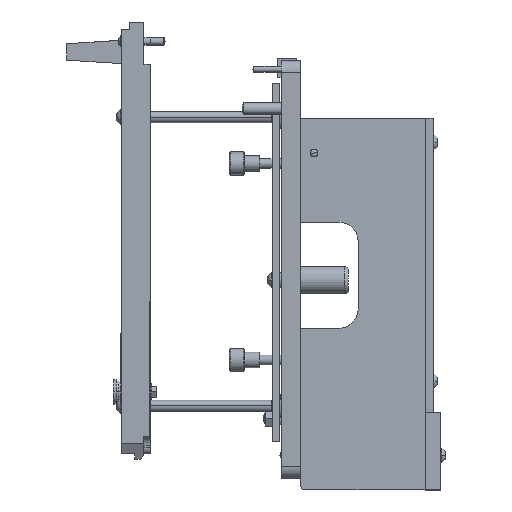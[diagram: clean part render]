
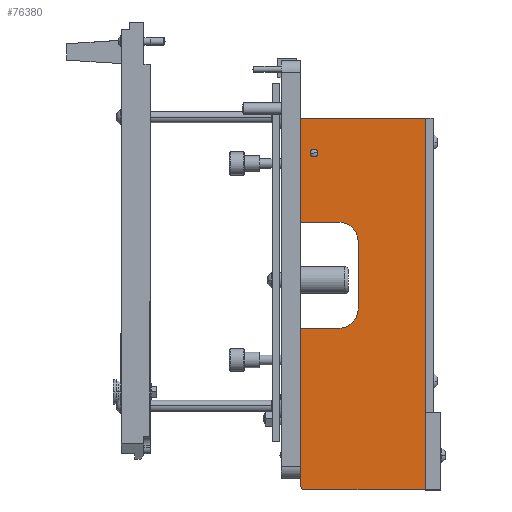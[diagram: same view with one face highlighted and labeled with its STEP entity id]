
A CAD part, left-side view. The second image highlights one B-rep face of the part: STEP entity #76380.
In plain terms, the highlighted face is planar.
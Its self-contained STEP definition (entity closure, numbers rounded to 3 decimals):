
#274 = DIRECTION ( 'NONE',  ( 0., 0., -1. ) ) ;
#616 = PLANE ( 'NONE',  #54730 ) ;
#704 = CARTESIAN_POINT ( 'NONE',  ( 5., 0., 96.5 ) ) ;
#1248 = CARTESIAN_POINT ( 'NONE',  ( 5., 57.9, -78.5 ) ) ;
#4368 = CARTESIAN_POINT ( 'NONE',  ( 5., 65., 12.5 ) ) ;
#4981 = DIRECTION ( 'NONE',  ( 0., 0., -1. ) ) ;
#6972 = CARTESIAN_POINT ( 'NONE',  ( 5., 65., 96.5 ) ) ;
#8814 = AXIS2_PLACEMENT_3D ( 'NONE', #36859, #77042, #70895 ) ;
#10012 = VERTEX_POINT ( 'NONE', #81463 ) ;
#10334 = EDGE_CURVE ( 'NONE', #81464, #22488, #26159, .T. ) ;
#10637 = VERTEX_POINT ( 'NONE', #78264 ) ;
#11119 = ORIENTED_EDGE ( 'NONE', *, *, #84865, .T. ) ;
#12140 = DIRECTION ( 'NONE',  ( 0., -0.5, 0.866 ) ) ;
#12519 = VECTOR ( 'NONE', #4981, 1000. ) ;
#12582 = VERTEX_POINT ( 'NONE', #15349 ) ;
#13286 = VECTOR ( 'NONE', #74775, 1000. ) ;
#13707 = VECTOR ( 'NONE', #69330, 1000. ) ;
#14081 = FACE_OUTER_BOUND ( 'NONE', #71819, .T. ) ;
#15349 = CARTESIAN_POINT ( 'NONE',  ( 5., 45., -42.5 ) ) ;
#15566 = CARTESIAN_POINT ( 'NONE',  ( 5., 35., 2.5 ) ) ;
#15821 = CIRCLE ( 'NONE', #81235, 10. ) ;
#16356 = CARTESIAN_POINT ( 'NONE',  ( 5., 45., 12.5 ) ) ;
#16868 = LINE ( 'NONE', #29387, #13707 ) ;
#19131 = CARTESIAN_POINT ( 'NONE',  ( 5., 57.9, -78.5 ) ) ;
#19312 = CARTESIAN_POINT ( 'NONE',  ( 5., 65., 94.5 ) ) ;
#21062 = DIRECTION ( 'NONE',  ( -1., 0., 0. ) ) ;
#21268 = CARTESIAN_POINT ( 'NONE',  ( 5., 65., 96.5 ) ) ;
#21280 = CARTESIAN_POINT ( 'NONE',  ( 5., 65., -96.5 ) ) ;
#21379 = CIRCLE ( 'NONE', #8814, 10. ) ;
#22488 = VERTEX_POINT ( 'NONE', #4368 ) ;
#22892 = VERTEX_POINT ( 'NONE', #16356 ) ;
#22936 = DIRECTION ( 'NONE',  ( 0., 0., -1. ) ) ;
#23433 = EDGE_CURVE ( 'NONE', #54821, #12582, #21379, .T. ) ;
#23891 = EDGE_CURVE ( 'NONE', #12582, #54745, #30763, .T. ) ;
#25644 = CARTESIAN_POINT ( 'NONE',  ( 5., 65., 94.5 ) ) ;
#26072 = DIRECTION ( 'NONE',  ( 0., -1., 0. ) ) ;
#26159 = LINE ( 'NONE', #39438, #12519 ) ;
#26524 = EDGE_CURVE ( 'NONE', #81464, #54225, #56251, .T. ) ;
#28278 = ORIENTED_EDGE ( 'NONE', *, *, #10334, .F. ) ;
#28311 = ORIENTED_EDGE ( 'NONE', *, *, #77937, .F. ) ;
#29387 = CARTESIAN_POINT ( 'NONE',  ( 5., 65., 96.5 ) ) ;
#29946 = EDGE_CURVE ( 'NONE', #22488, #22892, #38268, .T. ) ;
#30763 = LINE ( 'NONE', #54695, #53877 ) ;
#32541 = VECTOR ( 'NONE', #68875, 1000. ) ;
#32616 = LINE ( 'NONE', #6972, #85190 ) ;
#34025 = EDGE_CURVE ( 'NONE', #60811, #10012, #60434, .T. ) ;
#35090 = DIRECTION ( 'NONE',  ( 0., 0., 1. ) ) ;
#35181 = EDGE_CURVE ( 'NONE', #54745, #43481, #16868, .T. ) ;
#35468 = CARTESIAN_POINT ( 'NONE',  ( 5., 63.845, 96.5 ) ) ;
#36859 = CARTESIAN_POINT ( 'NONE',  ( 5., 45., -32.5 ) ) ;
#37317 = ORIENTED_EDGE ( 'NONE', *, *, #29946, .F. ) ;
#38268 = LINE ( 'NONE', #79511, #72821 ) ;
#38391 = VECTOR ( 'NONE', #12140, 1000. ) ;
#39314 = VECTOR ( 'NONE', #22936, 1000. ) ;
#39438 = CARTESIAN_POINT ( 'NONE',  ( 5., 65., 96.5 ) ) ;
#40683 = DIRECTION ( 'NONE',  ( 1., 0., 0. ) ) ;
#42110 = VERTEX_POINT ( 'NONE', #81500 ) ;
#43481 = VERTEX_POINT ( 'NONE', #44660 ) ;
#44660 = CARTESIAN_POINT ( 'NONE',  ( 5., 65., -96.5 ) ) ;
#46066 = CARTESIAN_POINT ( 'NONE',  ( 5., 57.9, -76.5 ) ) ;
#46700 = LINE ( 'NONE', #15566, #39314 ) ;
#47145 = DIRECTION ( 'NONE',  ( 0., 0., 1. ) ) ;
#48104 = ORIENTED_EDGE ( 'NONE', *, *, #35181, .F. ) ;
#48389 = DIRECTION ( 'NONE',  ( -1., 0., 0. ) ) ;
#48509 = CARTESIAN_POINT ( 'NONE',  ( 5., 35., 2.5 ) ) ;
#48578 = DIRECTION ( 'NONE',  ( 0., 1., 0. ) ) ;
#49171 = LINE ( 'NONE', #704, #13286 ) ;
#49731 = ORIENTED_EDGE ( 'NONE', *, *, #34025, .T. ) ;
#50559 = ORIENTED_EDGE ( 'NONE', *, *, #26524, .T. ) ;
#50961 = FACE_BOUND ( 'NONE', #64970, .T. ) ;
#51795 = AXIS2_PLACEMENT_3D ( 'NONE', #1248, #21062, #68050 ) ;
#51911 = ORIENTED_EDGE ( 'NONE', *, *, #83850, .F. ) ;
#52541 = LINE ( 'NONE', #21280, #32541 ) ;
#53311 = AXIS2_PLACEMENT_3D ( 'NONE', #19131, #86440, #47145 ) ;
#53877 = VECTOR ( 'NONE', #48578, 1000. ) ;
#54225 = VERTEX_POINT ( 'NONE', #35468 ) ;
#54695 = CARTESIAN_POINT ( 'NONE',  ( 5., 65., -42.5 ) ) ;
#54730 = AXIS2_PLACEMENT_3D ( 'NONE', #21268, #48389, #35090 ) ;
#54745 = VERTEX_POINT ( 'NONE', #87282 ) ;
#54821 = VERTEX_POINT ( 'NONE', #69722 ) ;
#55289 = EDGE_CURVE ( 'NONE', #54225, #10637, #32616, .T. ) ;
#56251 = LINE ( 'NONE', #25644, #38391 ) ;
#60434 = CIRCLE ( 'NONE', #51795, 2. ) ;
#60811 = VERTEX_POINT ( 'NONE', #46066 ) ;
#62939 = ORIENTED_EDGE ( 'NONE', *, *, #23891, .F. ) ;
#64970 = EDGE_LOOP ( 'NONE', ( #49731, #75028 ) ) ;
#68050 = DIRECTION ( 'NONE',  ( 0., 0., 1. ) ) ;
#68875 = DIRECTION ( 'NONE',  ( 0., -1., 0. ) ) ;
#69330 = DIRECTION ( 'NONE',  ( 0., 0., -1. ) ) ;
#69722 = CARTESIAN_POINT ( 'NONE',  ( 5., 35., -32.5 ) ) ;
#70895 = DIRECTION ( 'NONE',  ( 0., 0., -1. ) ) ;
#71819 = EDGE_LOOP ( 'NONE', ( #28278, #50559, #80977, #11119, #28311, #48104, #62939, #78574, #77385, #51911, #37317 ) ) ;
#72821 = VECTOR ( 'NONE', #26072, 1000. ) ;
#74066 = CARTESIAN_POINT ( 'NONE',  ( 5., 45., 2.5 ) ) ;
#74775 = DIRECTION ( 'NONE',  ( 0., 0., -1. ) ) ;
#75028 = ORIENTED_EDGE ( 'NONE', *, *, #78367, .T. ) ;
#76380 = ADVANCED_FACE ( 'NONE', ( #50961, #14081 ), #616, .F. ) ;
#77042 = DIRECTION ( 'NONE',  ( 1., 0., 0. ) ) ;
#77385 = ORIENTED_EDGE ( 'NONE', *, *, #86214, .F. ) ;
#77413 = VERTEX_POINT ( 'NONE', #48509 ) ;
#77937 = EDGE_CURVE ( 'NONE', #43481, #42110, #52541, .T. ) ;
#78264 = CARTESIAN_POINT ( 'NONE',  ( 5., 0., 96.5 ) ) ;
#78367 = EDGE_CURVE ( 'NONE', #10012, #60811, #87048, .T. ) ;
#78574 = ORIENTED_EDGE ( 'NONE', *, *, #23433, .F. ) ;
#79511 = CARTESIAN_POINT ( 'NONE',  ( 5., 65., 12.5 ) ) ;
#80977 = ORIENTED_EDGE ( 'NONE', *, *, #55289, .T. ) ;
#81235 = AXIS2_PLACEMENT_3D ( 'NONE', #74066, #40683, #274 ) ;
#81463 = CARTESIAN_POINT ( 'NONE',  ( 5., 57.9, -80.5 ) ) ;
#81464 = VERTEX_POINT ( 'NONE', #19312 ) ;
#81500 = CARTESIAN_POINT ( 'NONE',  ( 5., 0., -96.5 ) ) ;
#81631 = DIRECTION ( 'NONE',  ( 0., -1., 0. ) ) ;
#83850 = EDGE_CURVE ( 'NONE', #22892, #77413, #15821, .T. ) ;
#84865 = EDGE_CURVE ( 'NONE', #10637, #42110, #49171, .T. ) ;
#85190 = VECTOR ( 'NONE', #81631, 1000. ) ;
#86214 = EDGE_CURVE ( 'NONE', #77413, #54821, #46700, .T. ) ;
#86440 = DIRECTION ( 'NONE',  ( -1., 0., 0. ) ) ;
#87048 = CIRCLE ( 'NONE', #53311, 2. ) ;
#87282 = CARTESIAN_POINT ( 'NONE',  ( 5., 65., -42.5 ) ) ;
